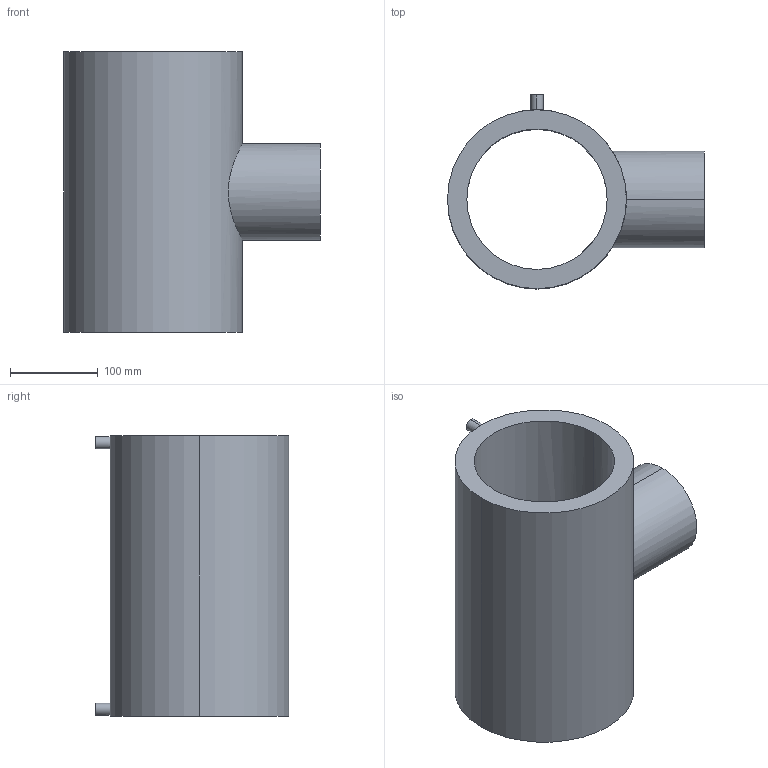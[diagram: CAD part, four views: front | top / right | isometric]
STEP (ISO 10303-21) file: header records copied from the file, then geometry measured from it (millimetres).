
FILE_DESCRIPTION (( 'STEP AP203' ), '1' );
FILE_NAME ('Ef Reduced Tee 90° SDR11_001 117 2042 0163.step', '2022-06-07T13:08:49', ( '' ), ( '' ), 'SwSTEP 2.0', 'SolidWorks 2021', '' );
FILE_SCHEMA (( 'CONFIG_CONTROL_DESIGN' ));
Length unit declared in the file: millimetre
Products named in the file (1): Ef Reduced Tee 90° SDR11_001 117 2042 0163
Bounding box: 293 x 221 x 320 mm (x, y, z)
Volume: 4182653.1 mm3; surface area: 447225.4 mm2
Topology: 1 solids, 1 shells, 23 faces, 50 edges, 32 vertices
Faces by surface type: cylinder 16, plane 7
Entity records: 1152 total; most frequent: CARTESIAN_POINT 553, DIRECTION 114, ORIENTED_EDGE 100, EDGE_CURVE 50, AXIS2_PLACEMENT_3D 48, VERTEX_POINT 32, EDGE_LOOP 30, CIRCLE 24
